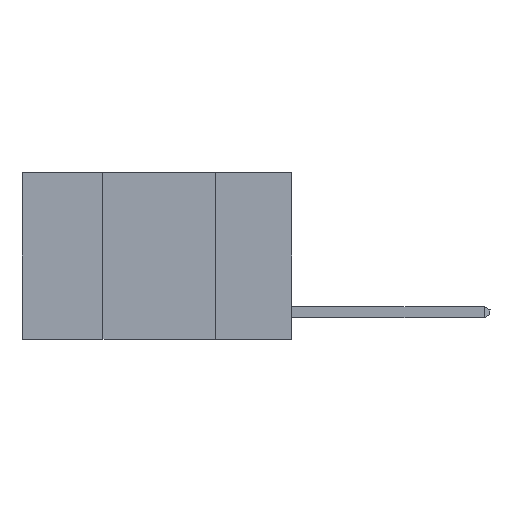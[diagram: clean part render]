
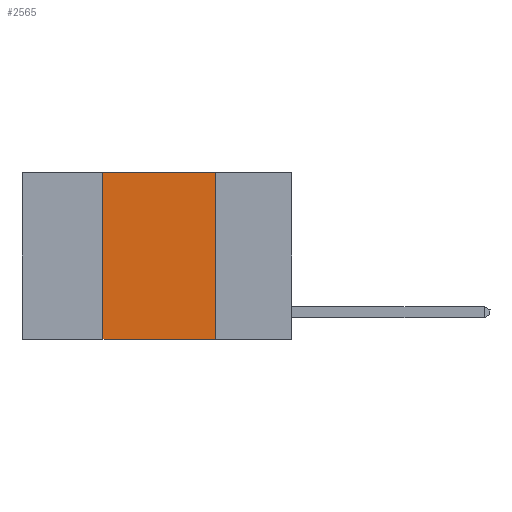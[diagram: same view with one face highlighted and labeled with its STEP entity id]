
A CAD part, left-side view. The second image highlights one B-rep face of the part: STEP entity #2565.
In plain terms, the highlighted planar face has unit normal (-1, 0, 0).
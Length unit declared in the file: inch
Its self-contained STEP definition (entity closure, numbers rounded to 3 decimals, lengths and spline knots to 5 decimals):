
#211 = LINE ( 'NONE', #6104, #4932 ) ;
#425 = CARTESIAN_POINT ( 'NONE',  ( 0., 0.6, -0.37 ) ) ;
#690 = VERTEX_POINT ( 'NONE', #15698 ) ;
#816 = CARTESIAN_POINT ( 'NONE',  ( 0., 0.42, 0. ) ) ;
#1405 = CARTESIAN_POINT ( 'NONE',  ( 0., 0.42, -0.37 ) ) ;
#2544 = DIRECTION ( 'NONE',  ( 0., -1., 0. ) ) ;
#2565 = ADVANCED_FACE ( 'NONE', ( #16172 ), #7052, .F. ) ;
#2606 = VECTOR ( 'NONE', #12426, 39.37008 ) ;
#2858 = DIRECTION ( 'NONE',  ( 0., 0., -1. ) ) ;
#3084 = VECTOR ( 'NONE', #11503, 39.37008 ) ;
#4260 = VECTOR ( 'NONE', #2544, 39.37008 ) ;
#4760 = DIRECTION ( 'NONE',  ( 0., 0., 1. ) ) ;
#4932 = VECTOR ( 'NONE', #4760, 39.37008 ) ;
#5253 = CARTESIAN_POINT ( 'NONE',  ( 0., 0.6, 0. ) ) ;
#5478 = EDGE_CURVE ( 'NONE', #12980, #690, #13903, .T. ) ;
#6104 = CARTESIAN_POINT ( 'NONE',  ( 0., 0.42, 0. ) ) ;
#6714 = ORIENTED_EDGE ( 'NONE', *, *, #9654, .T. ) ;
#7033 = DIRECTION ( 'NONE',  ( 1., 0., 0. ) ) ;
#7052 = PLANE ( 'NONE',  #16304 ) ;
#9654 = EDGE_CURVE ( 'NONE', #14839, #690, #11584, .T. ) ;
#10705 = ORIENTED_EDGE ( 'NONE', *, *, #16654, .F. ) ;
#11503 = DIRECTION ( 'NONE',  ( 0., -1., 0. ) ) ;
#11584 = LINE ( 'NONE', #425, #3084 ) ;
#12257 = ORIENTED_EDGE ( 'NONE', *, *, #15919, .F. ) ;
#12317 = LINE ( 'NONE', #5253, #4260 ) ;
#12426 = DIRECTION ( 'NONE',  ( 0., 0., -1. ) ) ;
#12946 = EDGE_LOOP ( 'NONE', ( #14230, #10705, #12257, #6714 ) ) ;
#12980 = VERTEX_POINT ( 'NONE', #14923 ) ;
#13199 = CARTESIAN_POINT ( 'NONE',  ( 0., 0.6, 0. ) ) ;
#13903 = LINE ( 'NONE', #17947, #2606 ) ;
#14230 = ORIENTED_EDGE ( 'NONE', *, *, #5478, .F. ) ;
#14554 = VERTEX_POINT ( 'NONE', #816 ) ;
#14839 = VERTEX_POINT ( 'NONE', #1405 ) ;
#14923 = CARTESIAN_POINT ( 'NONE',  ( 0., 0.17, 0. ) ) ;
#15698 = CARTESIAN_POINT ( 'NONE',  ( 0., 0.17, -0.37 ) ) ;
#15919 = EDGE_CURVE ( 'NONE', #14839, #14554, #211, .T. ) ;
#16172 = FACE_OUTER_BOUND ( 'NONE', #12946, .T. ) ;
#16304 = AXIS2_PLACEMENT_3D ( 'NONE', #13199, #7033, #2858 ) ;
#16654 = EDGE_CURVE ( 'NONE', #14554, #12980, #12317, .T. ) ;
#17947 = CARTESIAN_POINT ( 'NONE',  ( 0., 0.17, 0. ) ) ;
